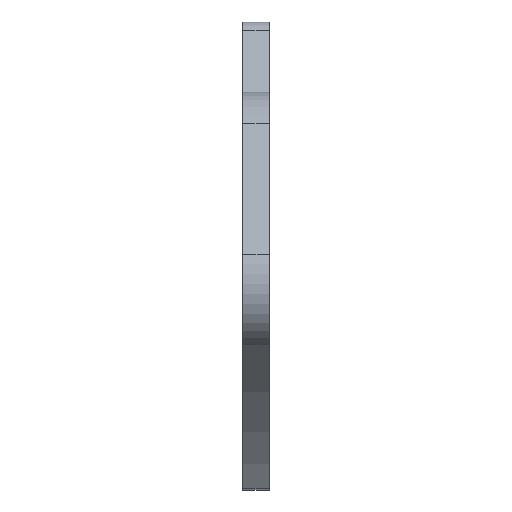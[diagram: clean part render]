
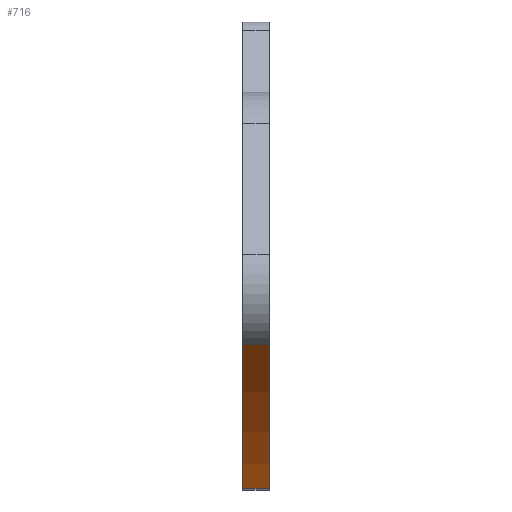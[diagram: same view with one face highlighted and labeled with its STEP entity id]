
A CAD part, left-side view. The second image highlights one B-rep face of the part: STEP entity #716.
In plain terms, the highlighted cylindrical face has radius 372 mm (diameter 744 mm), a partial arc.
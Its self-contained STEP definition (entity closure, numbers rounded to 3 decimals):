
#72=CYLINDRICAL_SURFACE('',#9504,372.);
#228=FACE_OUTER_BOUND('',#2975,.T.);
#716=ADVANCED_FACE('',(#228),#72,.T.);
#1647=LINE('',#15147,#2116);
#1648=LINE('',#15148,#2117);
#2116=VECTOR('',#10159,1.);
#2117=VECTOR('',#10160,1.);
#2627=CIRCLE('',#9436,372.);
#2659=CIRCLE('',#9469,372.);
#2975=EDGE_LOOP('',(#4095,#4096,#4097,#4098));
#4095=ORIENTED_EDGE('',*,*,#7338,.F.);
#4096=ORIENTED_EDGE('',*,*,#7641,.T.);
#4097=ORIENTED_EDGE('',*,*,#7489,.T.);
#4098=ORIENTED_EDGE('',*,*,#7642,.T.);
#6422=VERTEX_POINT('',#12726);
#6423=VERTEX_POINT('',#12728);
#6573=VERTEX_POINT('',#13969);
#6574=VERTEX_POINT('',#13971);
#7338=EDGE_CURVE('',#6422,#6423,#2627,.T.);
#7489=EDGE_CURVE('',#6574,#6573,#2659,.T.);
#7641=EDGE_CURVE('',#6422,#6574,#1647,.T.);
#7642=EDGE_CURVE('',#6573,#6423,#1648,.T.);
#9436=AXIS2_PLACEMENT_3D('',#12727,#9960,#9961);
#9469=AXIS2_PLACEMENT_3D('',#13970,#10043,#10044);
#9504=AXIS2_PLACEMENT_3D('',#15149,#10161,#10162);
#9960=DIRECTION('',(0.,1.,0.));
#9961=DIRECTION('',(0.932,0.,-0.363));
#10043=DIRECTION('',(0.,1.,0.));
#10044=DIRECTION('',(0.932,0.,-0.363));
#10159=DIRECTION('',(0.,-1.,0.));
#10160=DIRECTION('',(0.,1.,0.));
#10161=DIRECTION('',(0.,1.,0.));
#10162=DIRECTION('',(0.,0.,1.));
#12726=CARTESIAN_POINT('',(-73.69,-766.,-364.628));
#12727=CARTESIAN_POINT('',(0.,-766.,0.));
#12728=CARTESIAN_POINT('',(-189.166,-766.,-320.313));
#13969=CARTESIAN_POINT('',(-189.166,-774.,-320.313));
#13970=CARTESIAN_POINT('',(0.,-774.,0.));
#13971=CARTESIAN_POINT('',(-73.69,-774.,-364.628));
#15147=CARTESIAN_POINT('',(-73.69,-774.,-364.628));
#15148=CARTESIAN_POINT('',(-189.166,-774.,-320.313));
#15149=CARTESIAN_POINT('',(0.,-774.,0.));
